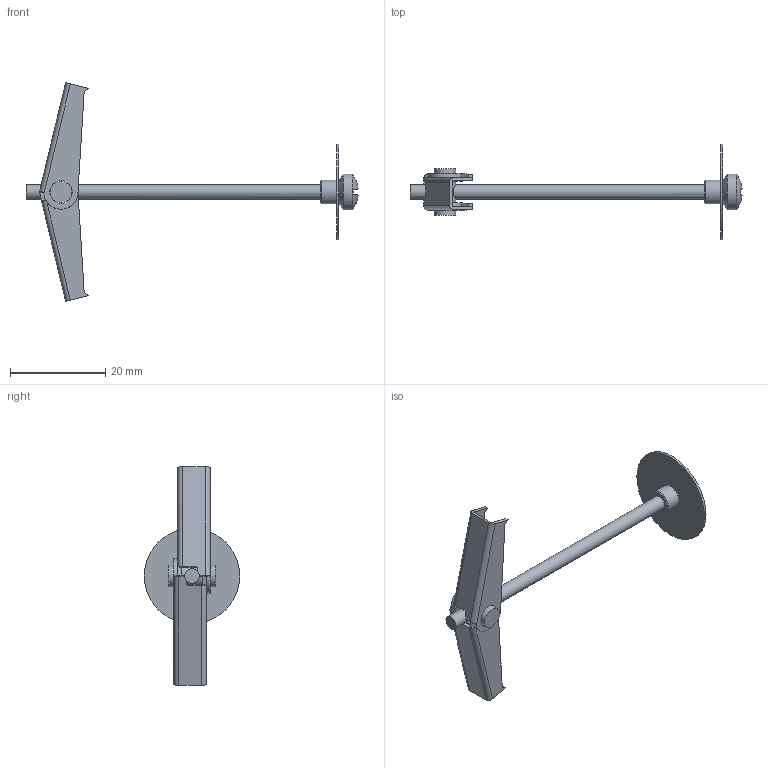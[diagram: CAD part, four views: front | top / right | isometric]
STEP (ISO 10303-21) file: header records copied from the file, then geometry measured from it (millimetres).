
FILE_DESCRIPTION(/* description */ ('STEP AP214'),/* implementation_level */ '2;1');
FILE_NAME(/* name */ 'SFS 155303',/* time_stamp */ '2022-10-20T13:59:28+02:00',/* author */ ('License CC BY-ND 4.0'),/* organization */ ('CADENAS'),/* preprocessor_version */ 'ST-DEVELOPER v18.102',/* originating_system */ 'PARTsolutions',/* authorisation */ ' ');
FILE_SCHEMA (('AUTOMOTIVE_DESIGN {1 0 10303 214 3 1 1}'));
Length unit declared in the file: millimetre
Products named in the file (4): SFS 155303; SFS 1553033; SFS 1553032; SFS 1553031
Assembly tree (3 placements, depth 2):
  SFS 155303
    SFS 1553033
    SFS 1553032
    SFS 1553031
Bounding box: 69.59 x 20 x 45.81 mm (x, y, z)
Volume: 1446.7 mm3; surface area: 3268 mm2
Topology: 3 solids, 3 shells, 104 faces, 273 edges, 179 vertices
Faces by surface type: plane 66, cylinder 34, cone 3, sphere 1
Full cylindrical faces by diameter (mm): 3 x2, 4.5 x1, 4.8 x4, 5 x1, 7.5 x1, 20 x1
Entity records: 3265 total; most frequent: CARTESIAN_POINT 603, DIRECTION 550, ORIENTED_EDGE 508, EDGE_CURVE 254, AXIS2_PLACEMENT_3D 200, VERTEX_POINT 175, LINE 150, VECTOR 150
